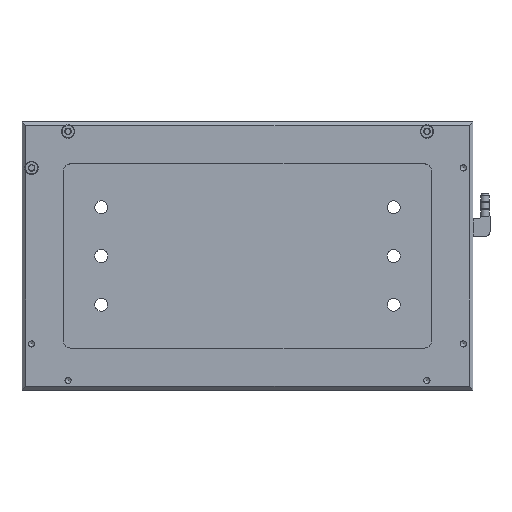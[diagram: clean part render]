
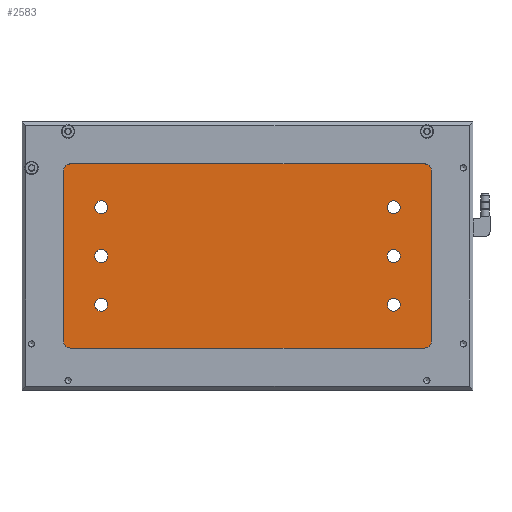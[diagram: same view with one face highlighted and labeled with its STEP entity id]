
A CAD part, top view. The second image highlights one B-rep face of the part: STEP entity #2583.
In plain terms, the highlighted planar face has unit normal (0, 0, 1).
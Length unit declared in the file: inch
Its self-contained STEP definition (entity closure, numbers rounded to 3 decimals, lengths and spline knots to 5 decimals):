
#180=FACE_BOUND('',#463,.T.);
#181=FACE_BOUND('',#464,.T.);
#182=FACE_BOUND('',#465,.T.);
#183=FACE_BOUND('',#466,.T.);
#184=FACE_BOUND('',#467,.T.);
#185=FACE_BOUND('',#468,.T.);
#211=PLANE('',#2876);
#312=FACE_OUTER_BOUND('',#462,.T.);
#462=EDGE_LOOP('',(#1881,#1882,#1883,#1884,#1885,#1886,#1887,#1888));
#463=EDGE_LOOP('',(#1889,#1890));
#464=EDGE_LOOP('',(#1891,#1892));
#465=EDGE_LOOP('',(#1893,#1894));
#466=EDGE_LOOP('',(#1895,#1896));
#467=EDGE_LOOP('',(#1897,#1898));
#468=EDGE_LOOP('',(#1899,#1900));
#636=LINE('',#3976,#785);
#640=LINE('',#3985,#789);
#641=LINE('',#3987,#790);
#642=LINE('',#3991,#791);
#785=VECTOR('',#3292,0.3937);
#789=VECTOR('',#3302,0.3937);
#790=VECTOR('',#3303,0.3937);
#791=VECTOR('',#3306,0.3937);
#894=CIRCLE('',#2789,0.13299);
#895=CIRCLE('',#2790,0.13299);
#897=CIRCLE('',#2793,0.13299);
#898=CIRCLE('',#2794,0.13299);
#900=CIRCLE('',#2797,0.13299);
#901=CIRCLE('',#2798,0.13299);
#903=CIRCLE('',#2801,0.13299);
#904=CIRCLE('',#2802,0.13299);
#906=CIRCLE('',#2805,0.13299);
#907=CIRCLE('',#2806,0.13299);
#909=CIRCLE('',#2809,0.13299);
#910=CIRCLE('',#2810,0.13299);
#948=CIRCLE('',#2872,0.15748);
#949=CIRCLE('',#2875,0.15748);
#950=CIRCLE('',#2877,0.15748);
#951=CIRCLE('',#2878,0.15748);
#1022=VERTEX_POINT('',#3766);
#1023=VERTEX_POINT('',#3767);
#1025=VERTEX_POINT('',#3774);
#1026=VERTEX_POINT('',#3775);
#1028=VERTEX_POINT('',#3782);
#1029=VERTEX_POINT('',#3783);
#1031=VERTEX_POINT('',#3790);
#1032=VERTEX_POINT('',#3791);
#1034=VERTEX_POINT('',#3798);
#1035=VERTEX_POINT('',#3799);
#1037=VERTEX_POINT('',#3806);
#1038=VERTEX_POINT('',#3807);
#1099=VERTEX_POINT('',#3969);
#1100=VERTEX_POINT('',#3970);
#1101=VERTEX_POINT('',#3975);
#1102=VERTEX_POINT('',#3979);
#1103=VERTEX_POINT('',#3980);
#1104=VERTEX_POINT('',#3986);
#1105=VERTEX_POINT('',#3988);
#1106=VERTEX_POINT('',#3990);
#1304=EDGE_CURVE('',#1022,#1023,#894,.T.);
#1305=EDGE_CURVE('',#1023,#1022,#895,.T.);
#1308=EDGE_CURVE('',#1025,#1026,#897,.T.);
#1309=EDGE_CURVE('',#1026,#1025,#898,.T.);
#1312=EDGE_CURVE('',#1028,#1029,#900,.T.);
#1313=EDGE_CURVE('',#1029,#1028,#901,.T.);
#1316=EDGE_CURVE('',#1031,#1032,#903,.T.);
#1317=EDGE_CURVE('',#1032,#1031,#904,.T.);
#1320=EDGE_CURVE('',#1034,#1035,#906,.T.);
#1321=EDGE_CURVE('',#1035,#1034,#907,.T.);
#1324=EDGE_CURVE('',#1037,#1038,#909,.T.);
#1325=EDGE_CURVE('',#1038,#1037,#910,.T.);
#1401=EDGE_CURVE('',#1099,#1100,#948,.T.);
#1404=EDGE_CURVE('',#1099,#1101,#636,.T.);
#1406=EDGE_CURVE('',#1102,#1103,#949,.T.);
#1409=EDGE_CURVE('',#1102,#1100,#640,.T.);
#1410=EDGE_CURVE('',#1104,#1103,#641,.T.);
#1411=EDGE_CURVE('',#1104,#1105,#950,.T.);
#1412=EDGE_CURVE('',#1106,#1105,#642,.T.);
#1413=EDGE_CURVE('',#1106,#1101,#951,.T.);
#1881=ORIENTED_EDGE('',*,*,#1401,.T.);
#1882=ORIENTED_EDGE('',*,*,#1409,.F.);
#1883=ORIENTED_EDGE('',*,*,#1406,.T.);
#1884=ORIENTED_EDGE('',*,*,#1410,.F.);
#1885=ORIENTED_EDGE('',*,*,#1411,.T.);
#1886=ORIENTED_EDGE('',*,*,#1412,.F.);
#1887=ORIENTED_EDGE('',*,*,#1413,.T.);
#1888=ORIENTED_EDGE('',*,*,#1404,.F.);
#1889=ORIENTED_EDGE('',*,*,#1304,.T.);
#1890=ORIENTED_EDGE('',*,*,#1305,.T.);
#1891=ORIENTED_EDGE('',*,*,#1308,.T.);
#1892=ORIENTED_EDGE('',*,*,#1309,.T.);
#1893=ORIENTED_EDGE('',*,*,#1312,.T.);
#1894=ORIENTED_EDGE('',*,*,#1313,.T.);
#1895=ORIENTED_EDGE('',*,*,#1316,.T.);
#1896=ORIENTED_EDGE('',*,*,#1317,.T.);
#1897=ORIENTED_EDGE('',*,*,#1320,.T.);
#1898=ORIENTED_EDGE('',*,*,#1321,.T.);
#1899=ORIENTED_EDGE('',*,*,#1324,.T.);
#1900=ORIENTED_EDGE('',*,*,#1325,.T.);
#2583=ADVANCED_FACE('',(#312,#180,#181,#182,#183,#184,#185),#211,.T.);
#2789=AXIS2_PLACEMENT_3D('',#3768,#3077,#3078);
#2790=AXIS2_PLACEMENT_3D('',#3769,#3079,#3080);
#2793=AXIS2_PLACEMENT_3D('',#3776,#3086,#3087);
#2794=AXIS2_PLACEMENT_3D('',#3777,#3088,#3089);
#2797=AXIS2_PLACEMENT_3D('',#3784,#3095,#3096);
#2798=AXIS2_PLACEMENT_3D('',#3785,#3097,#3098);
#2801=AXIS2_PLACEMENT_3D('',#3792,#3104,#3105);
#2802=AXIS2_PLACEMENT_3D('',#3793,#3106,#3107);
#2805=AXIS2_PLACEMENT_3D('',#3800,#3113,#3114);
#2806=AXIS2_PLACEMENT_3D('',#3801,#3115,#3116);
#2809=AXIS2_PLACEMENT_3D('',#3808,#3122,#3123);
#2810=AXIS2_PLACEMENT_3D('',#3809,#3124,#3125);
#2872=AXIS2_PLACEMENT_3D('',#3971,#3286,#3287);
#2875=AXIS2_PLACEMENT_3D('',#3981,#3296,#3297);
#2876=AXIS2_PLACEMENT_3D('',#3984,#3300,#3301);
#2877=AXIS2_PLACEMENT_3D('',#3989,#3304,#3305);
#2878=AXIS2_PLACEMENT_3D('',#3992,#3307,#3308);
#3077=DIRECTION('center_axis',(0.,0.,-1.));
#3078=DIRECTION('ref_axis',(1.,0.,0.));
#3079=DIRECTION('center_axis',(0.,0.,-1.));
#3080=DIRECTION('ref_axis',(1.,0.,0.));
#3086=DIRECTION('center_axis',(0.,0.,-1.));
#3087=DIRECTION('ref_axis',(1.,0.,0.));
#3088=DIRECTION('center_axis',(0.,0.,-1.));
#3089=DIRECTION('ref_axis',(1.,0.,0.));
#3095=DIRECTION('center_axis',(0.,0.,-1.));
#3096=DIRECTION('ref_axis',(1.,0.,0.));
#3097=DIRECTION('center_axis',(0.,0.,-1.));
#3098=DIRECTION('ref_axis',(1.,0.,0.));
#3104=DIRECTION('center_axis',(0.,0.,-1.));
#3105=DIRECTION('ref_axis',(1.,0.,0.));
#3106=DIRECTION('center_axis',(0.,0.,-1.));
#3107=DIRECTION('ref_axis',(1.,0.,0.));
#3113=DIRECTION('center_axis',(0.,0.,-1.));
#3114=DIRECTION('ref_axis',(1.,0.,0.));
#3115=DIRECTION('center_axis',(0.,0.,-1.));
#3116=DIRECTION('ref_axis',(1.,0.,0.));
#3122=DIRECTION('center_axis',(0.,0.,-1.));
#3123=DIRECTION('ref_axis',(1.,0.,0.));
#3124=DIRECTION('center_axis',(0.,0.,-1.));
#3125=DIRECTION('ref_axis',(1.,0.,0.));
#3286=DIRECTION('center_axis',(0.,0.,1.));
#3287=DIRECTION('ref_axis',(-0.707,-0.707,0.));
#3292=DIRECTION('',(0.,1.,0.));
#3296=DIRECTION('center_axis',(0.,0.,1.));
#3297=DIRECTION('ref_axis',(0.707,-0.707,0.));
#3300=DIRECTION('center_axis',(0.,0.,1.));
#3301=DIRECTION('ref_axis',(1.,0.,0.));
#3302=DIRECTION('',(-1.,0.,0.));
#3303=DIRECTION('',(0.,-1.,0.));
#3304=DIRECTION('center_axis',(0.,0.,1.));
#3305=DIRECTION('ref_axis',(0.707,0.707,0.));
#3306=DIRECTION('',(1.,0.,0.));
#3307=DIRECTION('center_axis',(0.,0.,1.));
#3308=DIRECTION('ref_axis',(-0.707,0.707,0.));
#3766=CARTESIAN_POINT('',(3.13299,-1.,0.33268));
#3767=CARTESIAN_POINT('',(2.86701,-1.,0.33268));
#3768=CARTESIAN_POINT('Origin',(3.,-1.,0.33268));
#3769=CARTESIAN_POINT('Origin',(3.,-1.,0.33268));
#3774=CARTESIAN_POINT('',(-2.86701,1.,0.33268));
#3775=CARTESIAN_POINT('',(-3.13299,1.,0.33268));
#3776=CARTESIAN_POINT('Origin',(-3.,1.,0.33268));
#3777=CARTESIAN_POINT('Origin',(-3.,1.,0.33268));
#3782=CARTESIAN_POINT('',(3.13299,0.,0.33268));
#3783=CARTESIAN_POINT('',(2.86701,0.,0.33268));
#3784=CARTESIAN_POINT('Origin',(3.,0.,0.33268));
#3785=CARTESIAN_POINT('Origin',(3.,0.,0.33268));
#3790=CARTESIAN_POINT('',(-2.86701,0.,0.33268));
#3791=CARTESIAN_POINT('',(-3.13299,0.,0.33268));
#3792=CARTESIAN_POINT('Origin',(-3.,0.,0.33268));
#3793=CARTESIAN_POINT('Origin',(-3.,0.,0.33268));
#3798=CARTESIAN_POINT('',(-2.86701,-1.,0.33268));
#3799=CARTESIAN_POINT('',(-3.13299,-1.,0.33268));
#3800=CARTESIAN_POINT('Origin',(-3.,-1.,0.33268));
#3801=CARTESIAN_POINT('Origin',(-3.,-1.,0.33268));
#3806=CARTESIAN_POINT('',(3.13299,1.,0.33268));
#3807=CARTESIAN_POINT('',(2.86701,1.,0.33268));
#3808=CARTESIAN_POINT('Origin',(3.,1.,0.33268));
#3809=CARTESIAN_POINT('Origin',(3.,1.,0.33268));
#3969=CARTESIAN_POINT('',(-3.77953,-1.73228,0.33268));
#3970=CARTESIAN_POINT('',(-3.62205,-1.88976,0.33268));
#3971=CARTESIAN_POINT('Origin',(-3.62205,-1.73228,0.33268));
#3975=CARTESIAN_POINT('',(-3.77953,1.73228,0.33268));
#3976=CARTESIAN_POINT('',(-3.77953,1.88976,0.33268));
#3979=CARTESIAN_POINT('',(3.62205,-1.88976,0.33268));
#3980=CARTESIAN_POINT('',(3.77953,-1.73228,0.33268));
#3981=CARTESIAN_POINT('Origin',(3.62205,-1.73228,0.33268));
#3984=CARTESIAN_POINT('Origin',(0.,0.,
0.33268));
#3985=CARTESIAN_POINT('',(-3.77953,-1.88976,0.33268));
#3986=CARTESIAN_POINT('',(3.77953,1.73228,0.33268));
#3987=CARTESIAN_POINT('',(3.77953,-1.88976,0.33268));
#3988=CARTESIAN_POINT('',(3.62205,1.88976,0.33268));
#3989=CARTESIAN_POINT('Origin',(3.62205,1.73228,0.33268));
#3990=CARTESIAN_POINT('',(-3.62205,1.88976,0.33268));
#3991=CARTESIAN_POINT('',(3.77953,1.88976,0.33268));
#3992=CARTESIAN_POINT('Origin',(-3.62205,1.73228,0.33268));
